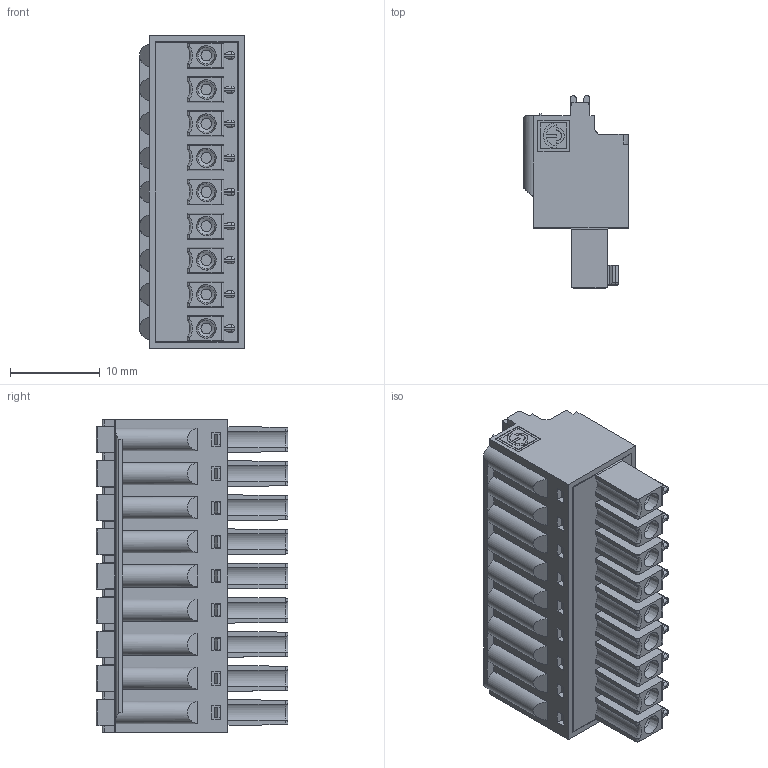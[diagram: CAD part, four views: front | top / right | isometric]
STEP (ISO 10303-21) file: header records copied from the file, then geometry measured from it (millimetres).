
FILE_DESCRIPTION(('STEP AP214'),'1');
FILE_NAME('SHM09-3,81-F.stp','2025-07-01T09:04:05',(' '),(' '),'Spatial InterOp 3D',' ',' ');
FILE_SCHEMA(('AUTOMOTIVE_DESIGN { 1 0 10303 214 1 1 1 1 }'));
Length unit declared in the file: metre
Products named in the file (1): 1751478467
Bounding box: 11.7 x 21.4 x 34.88 mm (x, y, z)
Volume: 5087.6 mm3; surface area: 3813.1 mm2
Topology: 1 solids, 1 shells, 946 faces, 2598 edges, 1692 vertices
Faces by surface type: plane 668, cylinder 223, cone 27, sphere 18, torus 9, extrusion 1
Full cylindrical faces by diameter (mm): 1.2 x9, 3.078 x9
Entity records: 43782 total; most frequent: CARTESIAN_POINT 7108, ORIENTED_EDGE 4998, DIRECTION 4606, EDGE_CURVE 2499, STYLED_ITEM 2062, PRESENTATION_STYLE_ASSIGNMENT 2062, COLOUR_RGB 2062, VECTOR 1908
